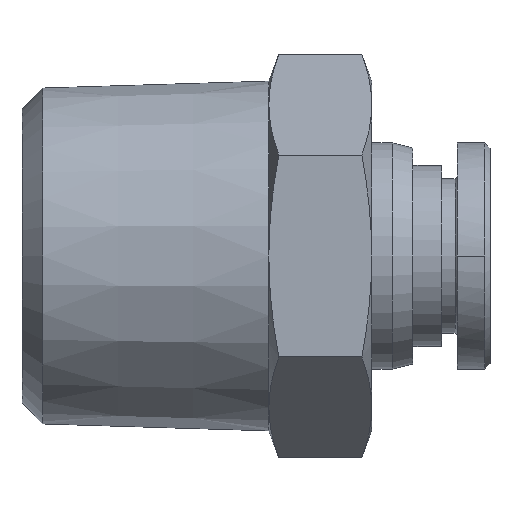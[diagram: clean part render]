
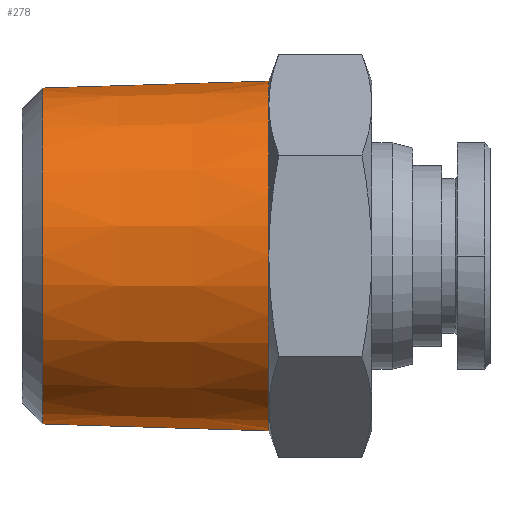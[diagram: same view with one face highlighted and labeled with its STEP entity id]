
A CAD part, front view. The second image highlights one B-rep face of the part: STEP entity #278.
In plain terms, the highlighted conical face has half-angle 1.754 degrees and reference radius 8.316 mm.
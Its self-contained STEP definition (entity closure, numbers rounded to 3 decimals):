
#210=CARTESIAN_POINT('',(-3.25,0.,-3.383));
#211=DIRECTION('',(1.0,0.,0.));
#212=DIRECTION('',(0.0,0.0,1.0));
#213=AXIS2_PLACEMENT_3D('',#210,#211,#212);
#214=CONICAL_SURFACE('',#213,8.316,1.754);
#215=CARTESIAN_POINT('',(-8.25,0.,4.781));
#216=VERTEX_POINT('',#215);
#217=CARTESIAN_POINT('',(2.75,0.,5.117));
#218=VERTEX_POINT('',#217);
#219=CARTESIAN_POINT('',(-8.25,0.,4.781));
#220=DIRECTION('',(1.,0.,0.031));
#221=VECTOR('',#220,11.006);
#222=LINE('',#219,#221);
#223=EDGE_CURVE('',#216,#218,#222,.T.);
#224=ORIENTED_EDGE('',*,*,#223,.F.);
#225=CARTESIAN_POINT('',(-8.25,0.,-11.546));
#226=VERTEX_POINT('',#225);
#227=CARTESIAN_POINT('',(-8.25,0.,-3.383));
#228=DIRECTION('',(-1.0,0.0,0.0));
#229=DIRECTION('',(0.0,0.0,-1.0));
#230=AXIS2_PLACEMENT_3D('',#227,#228,#229);
#231=CIRCLE('',#230,8.163);
#232=EDGE_CURVE('',#226,#216,#231,.T.);
#233=ORIENTED_EDGE('',*,*,#232,.F.);
#234=CARTESIAN_POINT('',(2.75,0.,-11.883));
#235=VERTEX_POINT('',#234);
#236=CARTESIAN_POINT('',(2.75,0.,-11.883));
#237=DIRECTION('',(-1.,0.,0.031));
#238=VECTOR('',#237,11.006);
#239=LINE('',#236,#238);
#240=EDGE_CURVE('',#235,#226,#239,.T.);
#241=ORIENTED_EDGE('',*,*,#240,.F.);
#242=CARTESIAN_POINT('',(2.75,-4.25,-10.744));
#243=VERTEX_POINT('',#242);
#244=CARTESIAN_POINT('',(2.75,0.,-3.383));
#245=DIRECTION('',(1.0,0.0,0.0));
#246=DIRECTION('',(0.0,0.0,1.0));
#247=AXIS2_PLACEMENT_3D('',#244,#245,#246);
#248=CIRCLE('',#247,8.5);
#249=EDGE_CURVE('',#243,#235,#248,.T.);
#250=ORIENTED_EDGE('',*,*,#249,.F.);
#251=CARTESIAN_POINT('',(2.75,-8.5,-3.383));
#252=VERTEX_POINT('',#251);
#253=CARTESIAN_POINT('',(2.75,0.,-3.383));
#254=DIRECTION('',(1.0,0.0,0.0));
#255=DIRECTION('',(0.0,0.0,1.0));
#256=AXIS2_PLACEMENT_3D('',#253,#254,#255);
#257=CIRCLE('',#256,8.5);
#258=EDGE_CURVE('',#252,#243,#257,.T.);
#259=ORIENTED_EDGE('',*,*,#258,.F.);
#260=CARTESIAN_POINT('',(2.75,-4.25,3.979));
#261=VERTEX_POINT('',#260);
#262=CARTESIAN_POINT('',(2.75,0.,-3.383));
#263=DIRECTION('',(1.0,0.0,0.0));
#264=DIRECTION('',(0.0,0.0,1.0));
#265=AXIS2_PLACEMENT_3D('',#262,#263,#264);
#266=CIRCLE('',#265,8.5);
#267=EDGE_CURVE('',#261,#252,#266,.T.);
#268=ORIENTED_EDGE('',*,*,#267,.F.);
#269=CARTESIAN_POINT('',(2.75,0.,-3.383));
#270=DIRECTION('',(1.0,0.0,0.0));
#271=DIRECTION('',(0.0,0.0,1.0));
#272=AXIS2_PLACEMENT_3D('',#269,#270,#271);
#273=CIRCLE('',#272,8.5);
#274=EDGE_CURVE('',#218,#261,#273,.T.);
#275=ORIENTED_EDGE('',*,*,#274,.F.);
#276=EDGE_LOOP('',(#224,#233,#241,#250,#259,#268,#275));
#277=FACE_OUTER_BOUND('',#276,.T.);
#278=ADVANCED_FACE('',(#277),#214,.T.);
